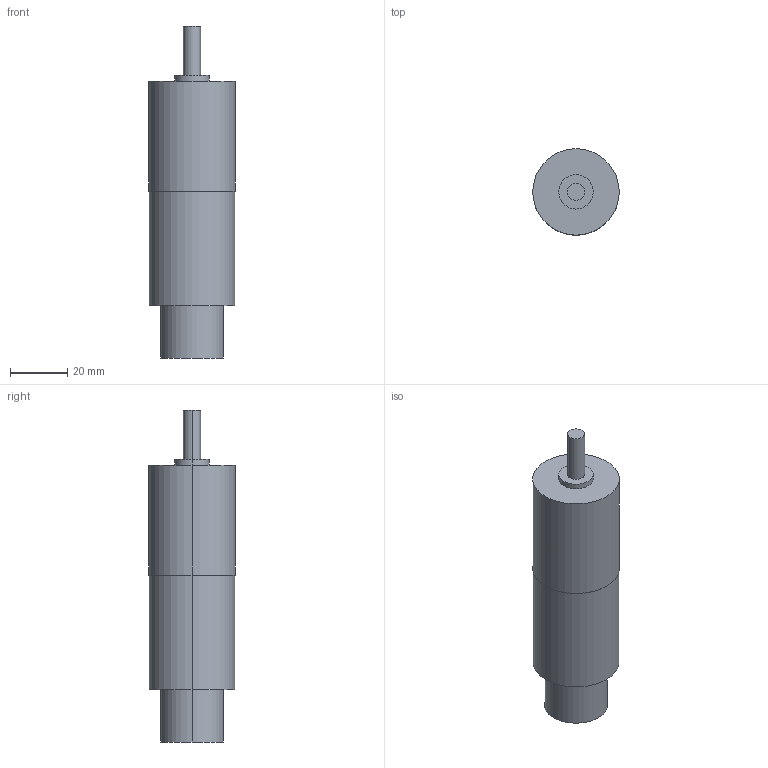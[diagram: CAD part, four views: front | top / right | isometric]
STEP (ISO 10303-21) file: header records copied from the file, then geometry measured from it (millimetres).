
FILE_DESCRIPTION (( 'STEP AP214' ), '1' );
FILE_NAME ('dunker-motor.STEP', '2022-12-30T19:26:18', ( '' ), ( '' ), 'SwSTEP 2.0', 'SolidWorks 2021', '' );
FILE_SCHEMA (( 'AUTOMOTIVE_DESIGN' ));
Length unit declared in the file: millimetre
Products named in the file (1): dunker-motor
Bounding box: 30.2 x 30.2 x 116.05 mm (x, y, z)
Volume: 63471.6 mm3; surface area: 12746.1 mm2
Topology: 4 solids, 4 shells, 19 faces, 30 edges, 20 vertices
Faces by surface type: cylinder 10, plane 9
Entity records: 505 total; most frequent: DIRECTION 90, CARTESIAN_POINT 70, ORIENTED_EDGE 60, AXIS2_PLACEMENT_3D 40, EDGE_CURVE 30, EDGE_LOOP 20, CIRCLE 20, VERTEX_POINT 20
